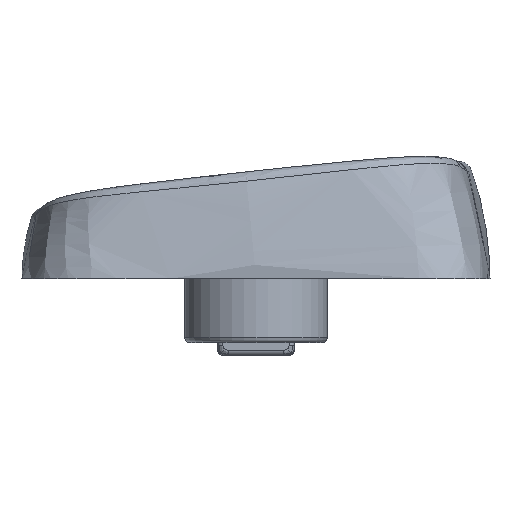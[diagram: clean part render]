
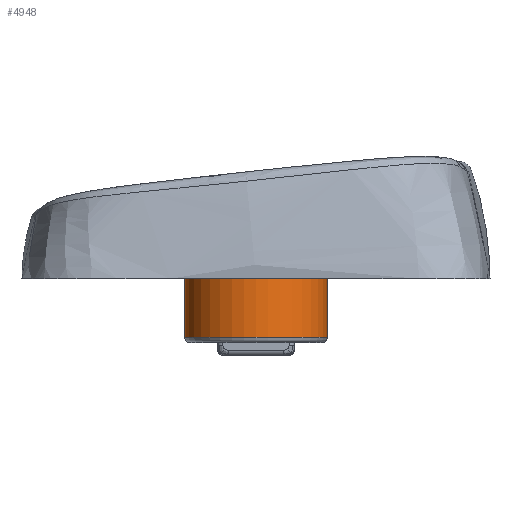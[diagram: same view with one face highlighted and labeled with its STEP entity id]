
A CAD part, left-side view. The second image highlights one B-rep face of the part: STEP entity #4948.
In plain terms, the highlighted cylindrical face has radius 2.75 mm (diameter 5.5 mm), a full revolution.
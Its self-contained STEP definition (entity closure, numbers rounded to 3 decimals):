
#80=CYLINDRICAL_SURFACE('',#5371,2.75);
#239=LINE('',#11272,#499);
#499=VECTOR('',#6189,2.75);
#881=FACE_OUTER_BOUND('',#1176,.T.);
#1176=EDGE_LOOP('',(#3679,#3680,#3681,#3682,#3683));
#1539=CIRCLE('',#5364,2.75);
#1540=CIRCLE('',#5365,2.75);
#1545=CIRCLE('',#5372,2.75);
#2095=VERTEX_POINT('',#11232);
#2096=VERTEX_POINT('',#11234);
#2113=VERTEX_POINT('',#11271);
#2718=EDGE_CURVE('',#2095,#2096,#1539,.T.);
#2719=EDGE_CURVE('',#2096,#2095,#1540,.T.);
#2736=EDGE_CURVE('',#2096,#2113,#239,.T.);
#2737=EDGE_CURVE('',#2113,#2113,#1545,.T.);
#3679=ORIENTED_EDGE('',*,*,#2719,.F.);
#3680=ORIENTED_EDGE('',*,*,#2736,.T.);
#3681=ORIENTED_EDGE('',*,*,#2737,.F.);
#3682=ORIENTED_EDGE('',*,*,#2736,.F.);
#3683=ORIENTED_EDGE('',*,*,#2718,.F.);
#4948=ADVANCED_FACE('',(#881),#80,.T.);
#5364=AXIS2_PLACEMENT_3D('',#11235,#6161,#6162);
#5365=AXIS2_PLACEMENT_3D('',#11236,#6163,#6164);
#5371=AXIS2_PLACEMENT_3D('',#11270,#6187,#6188);
#5372=AXIS2_PLACEMENT_3D('',#11273,#6190,#6191);
#6161=DIRECTION('center_axis',(0.,0.,
-1.));
#6162=DIRECTION('ref_axis',(1.,0.,0.));
#6163=DIRECTION('center_axis',(0.,0.,
-1.));
#6164=DIRECTION('ref_axis',(1.,0.,0.));
#6187=DIRECTION('center_axis',(0.,0.,
-1.));
#6188=DIRECTION('ref_axis',(1.,0.,0.));
#6189=DIRECTION('',(0.,0.,1.));
#6190=DIRECTION('center_axis',(0.,0.,
1.));
#6191=DIRECTION('ref_axis',(1.,0.,0.));
#11232=CARTESIAN_POINT('',(-47.25,0.,-3.1));
#11234=CARTESIAN_POINT('',(-52.75,0.,-3.1));
#11235=CARTESIAN_POINT('Origin',(-50.,0.,
-3.1));
#11236=CARTESIAN_POINT('Origin',(-50.,0.,
-3.1));
#11270=CARTESIAN_POINT('Origin',(-50.,0.,
0.));
#11271=CARTESIAN_POINT('',(-52.75,0.,-0.25));
#11272=CARTESIAN_POINT('',(-52.75,0.,0.));
#11273=CARTESIAN_POINT('Origin',(-50.,0.,
-0.25));
